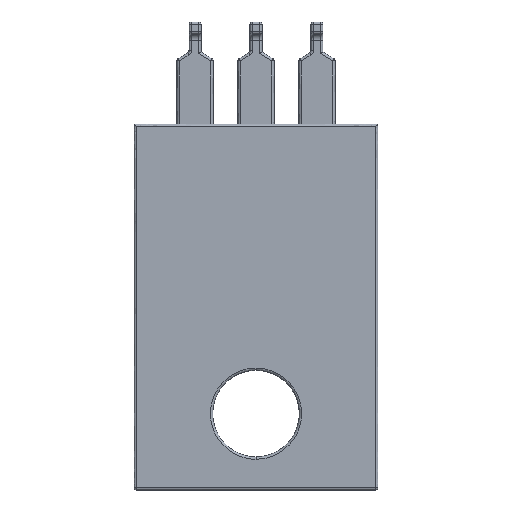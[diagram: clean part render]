
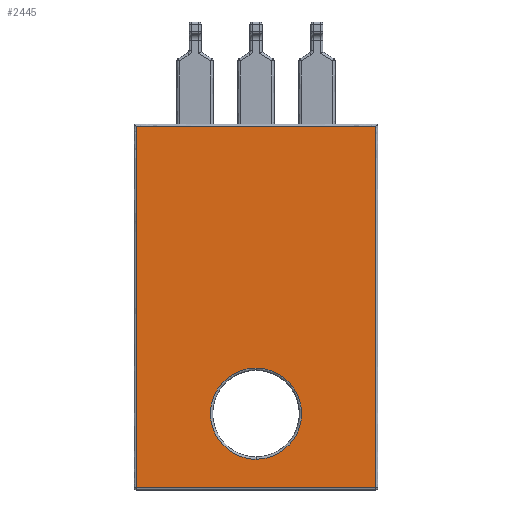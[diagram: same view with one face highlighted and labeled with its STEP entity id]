
A CAD part, front view. The second image highlights one B-rep face of the part: STEP entity #2445.
In plain terms, the highlighted planar face has unit normal (0, -1, 0).
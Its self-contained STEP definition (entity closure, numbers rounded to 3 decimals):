
#11=FACE_BOUND('',#2848,.T.);
#40=PLANE('',#6586);
#2445=ADVANCED_FACE('',(#2646,#11),#40,.T.);
#2646=FACE_OUTER_BOUND('',#2847,.T.);
#2847=EDGE_LOOP('',(#3571,#3572,#3573,#3574));
#2848=EDGE_LOOP('',(#3575,#3576));
#3571=ORIENTED_EDGE('',*,*,#4449,.F.);
#3572=ORIENTED_EDGE('',*,*,#4450,.F.);
#3573=ORIENTED_EDGE('',*,*,#4451,.F.);
#3574=ORIENTED_EDGE('',*,*,#4452,.F.);
#3575=ORIENTED_EDGE('',*,*,#4448,.F.);
#3576=ORIENTED_EDGE('',*,*,#4447,.F.);
#4447=EDGE_CURVE('',#6199,#6200,#5475,.T.);
#4448=EDGE_CURVE('',#6200,#6199,#5476,.T.);
#4449=EDGE_CURVE('',#6201,#6202,#4981,.T.);
#4450=EDGE_CURVE('',#6203,#6201,#4982,.T.);
#4451=EDGE_CURVE('',#6204,#6203,#4983,.T.);
#4452=EDGE_CURVE('',#6202,#6204,#4984,.T.);
#4981=B_SPLINE_CURVE_WITH_KNOTS('',1,(#14415,#14416),.UNSPECIFIED.,.F.,
 .F.,(2,2),(-15.04,0.),.UNSPECIFIED.);
#4982=B_SPLINE_CURVE_WITH_KNOTS('',1,(#14417,#14418),.UNSPECIFIED.,.F.,
 .F.,(2,2),(-9.96,0.),.UNSPECIFIED.);
#4983=B_SPLINE_CURVE_WITH_KNOTS('',1,(#14419,#14420),.UNSPECIFIED.,.F.,
 .F.,(2,2),(-15.04,0.),.UNSPECIFIED.);
#4984=B_SPLINE_CURVE_WITH_KNOTS('',1,(#14421,#14422),.UNSPECIFIED.,.F.,
 .F.,(2,2),(-9.96,0.),.UNSPECIFIED.);
#5475=(
BOUNDED_CURVE()
B_SPLINE_CURVE(2,(#14405,#14406,#14407,#14408,#14409),.UNSPECIFIED.,.F.,
 .F.)
B_SPLINE_CURVE_WITH_KNOTS((3,2,3),(-5.969,-2.985,0.),
 .UNSPECIFIED.)
CURVE()
GEOMETRIC_REPRESENTATION_ITEM()
RATIONAL_B_SPLINE_CURVE((1.,0.707,1.,0.707,1.))
REPRESENTATION_ITEM('')
);
#5476=(
BOUNDED_CURVE()
B_SPLINE_CURVE(2,(#14410,#14411,#14412,#14413,#14414),.UNSPECIFIED.,.F.,
 .F.)
B_SPLINE_CURVE_WITH_KNOTS((3,2,3),(-5.969,-2.985,0.),
 .UNSPECIFIED.)
CURVE()
GEOMETRIC_REPRESENTATION_ITEM()
RATIONAL_B_SPLINE_CURVE((1.,0.707,1.,0.707,1.))
REPRESENTATION_ITEM('')
);
#6199=VERTEX_POINT('',#14399);
#6200=VERTEX_POINT('',#14400);
#6201=VERTEX_POINT('',#14401);
#6202=VERTEX_POINT('',#14402);
#6203=VERTEX_POINT('',#14403);
#6204=VERTEX_POINT('',#14404);
#6586=AXIS2_PLACEMENT_3D('',#14398,#6637,$);
#6637=DIRECTION('',(0.,-1.,0.));
#14398=CARTESIAN_POINT('',(-3.436,0.,-20.644));
#14399=CARTESIAN_POINT('',(2.54,0.,-17.96));
#14400=CARTESIAN_POINT('',(2.54,0.,-14.16));
#14401=CARTESIAN_POINT('',(7.52,0.,-4.1));
#14402=CARTESIAN_POINT('',(7.52,0.,-19.14));
#14403=CARTESIAN_POINT('',(-2.44,0.,-4.1));
#14404=CARTESIAN_POINT('',(-2.44,0.,-19.14));
#14405=CARTESIAN_POINT('',(2.54,0.,-17.96));
#14406=CARTESIAN_POINT('',(4.44,0.,-17.96));
#14407=CARTESIAN_POINT('',(4.44,0.,-16.06));
#14408=CARTESIAN_POINT('',(4.44,0.,-14.16));
#14409=CARTESIAN_POINT('',(2.54,0.,-14.16));
#14410=CARTESIAN_POINT('',(2.54,0.,-14.16));
#14411=CARTESIAN_POINT('',(0.64,0.,-14.16));
#14412=CARTESIAN_POINT('',(0.64,0.,-16.06));
#14413=CARTESIAN_POINT('',(0.64,0.,-17.96));
#14414=CARTESIAN_POINT('',(2.54,0.,-17.96));
#14415=CARTESIAN_POINT('',(7.52,0.,-4.1));
#14416=CARTESIAN_POINT('',(7.52,0.,-19.14));
#14417=CARTESIAN_POINT('',(-2.44,0.,-4.1));
#14418=CARTESIAN_POINT('',(7.52,0.,-4.1));
#14419=CARTESIAN_POINT('',(-2.44,0.,-19.14));
#14420=CARTESIAN_POINT('',(-2.44,0.,-4.1));
#14421=CARTESIAN_POINT('',(7.52,0.,-19.14));
#14422=CARTESIAN_POINT('',(-2.44,0.,-19.14));
